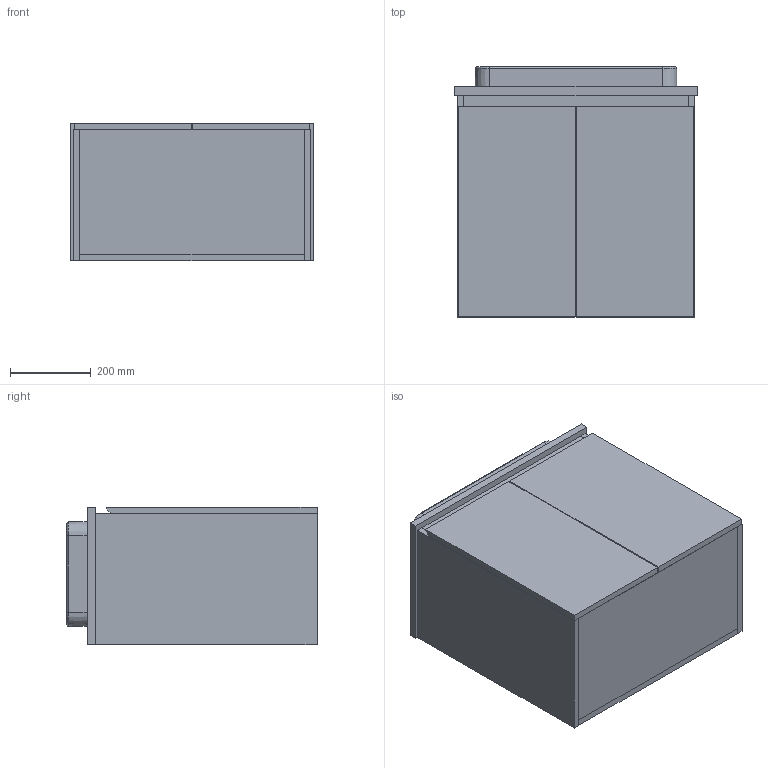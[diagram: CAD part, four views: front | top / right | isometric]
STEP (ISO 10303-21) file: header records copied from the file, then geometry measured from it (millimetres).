
FILE_DESCRIPTION (( 'STEP AP214' ), '1' );
FILE_NAME ('Ensuite Benchtop 600 WH ASSEM.STEP', '2019-03-06T04:16:24', ( '' ), ( '' ), 'SwSTEP 2.0', 'SolidWorks 2015', '' );
FILE_SCHEMA (( 'AUTOMOTIVE_DESIGN' ));
Length unit declared in the file: millimetre
Products named in the file (3): Faith; Ensuite Benchtop 600 WH ASSEM; Ensuite Benchtop 600 WH
Assembly tree (2 placements, depth 2):
  Ensuite Benchtop 600 WH ASSEM
    Ensuite Benchtop 600 WH
    Faith
Bounding box: 600 x 620 x 341.1 mm (x, y, z)
Volume: 23541395.4 mm3; surface area: 3213626.7 mm2
Topology: 9 solids, 9 shells, 123 faces, 304 edges, 200 vertices
Faces by surface type: plane 65, bspline 32, cylinder 16, cone 6, torus 4
Entity records: 66661 total; most frequent: CARTESIAN_POINT 63654, ORIENTED_EDGE 608, DIRECTION 446, EDGE_CURVE 304, VERTEX_POINT 200, VECTOR 154, LINE 154, AXIS2_PLACEMENT_3D 146
